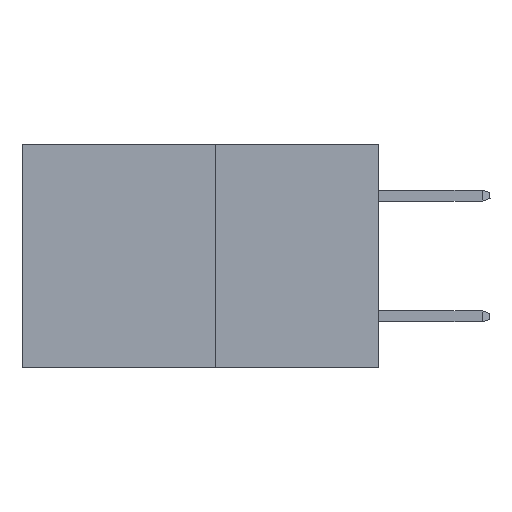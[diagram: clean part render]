
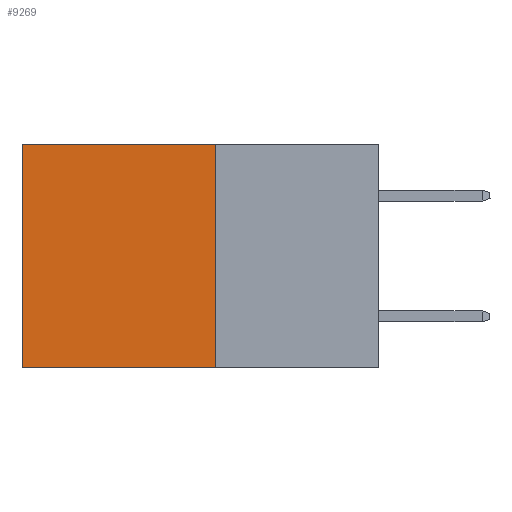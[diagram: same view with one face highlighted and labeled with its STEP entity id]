
A CAD part, left-side view. The second image highlights one B-rep face of the part: STEP entity #9269.
In plain terms, the highlighted planar face has unit normal (-1, 0, 0).
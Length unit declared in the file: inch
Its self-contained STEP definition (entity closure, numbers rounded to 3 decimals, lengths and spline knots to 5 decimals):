
#994 = VECTOR ( 'NONE', #20526, 39.37008 ) ;
#1259 = CARTESIAN_POINT ( 'NONE',  ( 0.277, 0.27, -0.37 ) ) ;
#2172 = CARTESIAN_POINT ( 'NONE',  ( 0.277, 0.59, -0.37 ) ) ;
#2611 = EDGE_LOOP ( 'NONE', ( #7532, #24442, #8869, #20136 ) ) ;
#3184 = CARTESIAN_POINT ( 'NONE',  ( 0.277, 0.59, 0. ) ) ;
#4010 = VECTOR ( 'NONE', #14078, 39.37008 ) ;
#5139 = LINE ( 'NONE', #2172, #15780 ) ;
#5204 = EDGE_CURVE ( 'NONE', #8825, #20691, #15535, .T. ) ;
#7532 = ORIENTED_EDGE ( 'NONE', *, *, #18669, .T. ) ;
#8177 = EDGE_CURVE ( 'NONE', #13326, #9407, #17986, .T. ) ;
#8825 = VERTEX_POINT ( 'NONE', #20585 ) ;
#8869 = ORIENTED_EDGE ( 'NONE', *, *, #13513, .F. ) ;
#9170 = PLANE ( 'NONE',  #19877 ) ;
#9269 = ADVANCED_FACE ( 'NONE', ( #26146 ), #9170, .F. ) ;
#9407 = VERTEX_POINT ( 'NONE', #3184 ) ;
#11316 = DIRECTION ( 'NONE',  ( 1., 0., 0. ) ) ;
#11380 = CARTESIAN_POINT ( 'NONE',  ( 0.277, 0.27, 0. ) ) ;
#12854 = DIRECTION ( 'NONE',  ( 0., 0., -1. ) ) ;
#13326 = VERTEX_POINT ( 'NONE', #11380 ) ;
#13513 = EDGE_CURVE ( 'NONE', #13326, #8825, #25872, .T. ) ;
#14078 = DIRECTION ( 'NONE',  ( 0., 0., -1. ) ) ;
#15535 = LINE ( 'NONE', #19759, #26412 ) ;
#15780 = VECTOR ( 'NONE', #12854, 39.37008 ) ;
#17986 = LINE ( 'NONE', #26864, #994 ) ;
#18669 = EDGE_CURVE ( 'NONE', #9407, #20691, #5139, .T. ) ;
#19663 = DIRECTION ( 'NONE',  ( 0., 1., 0. ) ) ;
#19759 = CARTESIAN_POINT ( 'NONE',  ( 0.277, 0.27, -0.37 ) ) ;
#19877 = AXIS2_PLACEMENT_3D ( 'NONE', #21857, #11316, #26062 ) ;
#20136 = ORIENTED_EDGE ( 'NONE', *, *, #8177, .T. ) ;
#20447 = CARTESIAN_POINT ( 'NONE',  ( 0.277, 0.59, -0.37 ) ) ;
#20526 = DIRECTION ( 'NONE',  ( 0., 1., 0. ) ) ;
#20585 = CARTESIAN_POINT ( 'NONE',  ( 0.277, 0.27, -0.37 ) ) ;
#20691 = VERTEX_POINT ( 'NONE', #20447 ) ;
#21857 = CARTESIAN_POINT ( 'NONE',  ( 0.277, 0.27, -0.37 ) ) ;
#24442 = ORIENTED_EDGE ( 'NONE', *, *, #5204, .F. ) ;
#25872 = LINE ( 'NONE', #1259, #4010 ) ;
#26062 = DIRECTION ( 'NONE',  ( 0., 0., -1. ) ) ;
#26146 = FACE_OUTER_BOUND ( 'NONE', #2611, .T. ) ;
#26412 = VECTOR ( 'NONE', #19663, 39.37008 ) ;
#26864 = CARTESIAN_POINT ( 'NONE',  ( 0.277, 0.27, 0. ) ) ;
